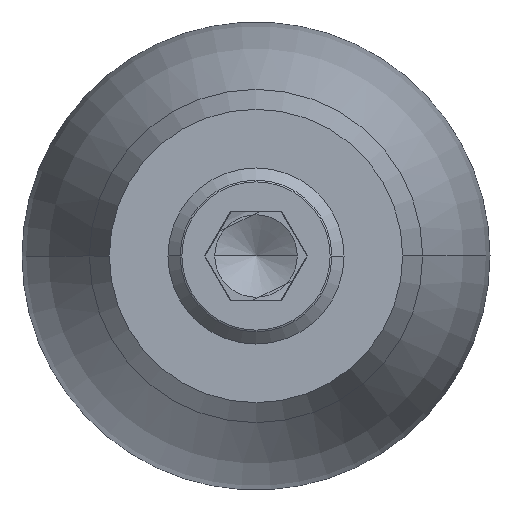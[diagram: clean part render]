
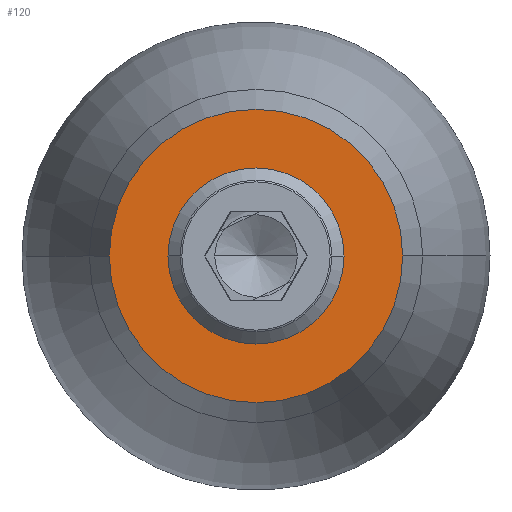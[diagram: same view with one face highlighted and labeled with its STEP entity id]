
A CAD part, left-side view. The second image highlights one B-rep face of the part: STEP entity #120.
In plain terms, the highlighted planar face has unit normal (-1, 0, 0).
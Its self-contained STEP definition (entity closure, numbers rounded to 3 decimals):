
#120=ADVANCED_FACE('',(#240,#241),#242,.T.);
#240=FACE_OUTER_BOUND('',#356,.T.);
#241=FACE_BOUND('',#357,.T.);
#242=PLANE('',#358);
#356=EDGE_LOOP('',(#627,#628));
#357=EDGE_LOOP('',(#629,#630));
#358=AXIS2_PLACEMENT_3D('',#631,#632,#633);
#627=ORIENTED_EDGE('',*,*,#687,.F.);
#628=ORIENTED_EDGE('',*,*,#771,.F.);
#629=ORIENTED_EDGE('',*,*,#694,.T.);
#630=ORIENTED_EDGE('',*,*,#769,.T.);
#631=CARTESIAN_POINT('',(0.,8.,0.));
#632=DIRECTION('',(-1.0,0.0,0.0));
#633=DIRECTION('',(0.0,-1.0,0.));
#687=EDGE_CURVE('',#807,#809,#810,.T.);
#694=EDGE_CURVE('',#815,#819,#821,.T.);
#769=EDGE_CURVE('',#819,#815,#927,.T.);
#771=EDGE_CURVE('',#809,#807,#929,.T.);
#807=VERTEX_POINT('',#965);
#809=VERTEX_POINT('',#968);
#810=CIRCLE('',#969,10.0);
#815=VERTEX_POINT('',#975);
#819=VERTEX_POINT('',#980);
#821=CIRCLE('',#983,6.);
#927=CIRCLE('',#1229,6.);
#929=CIRCLE('',#1231,10.0);
#965=CARTESIAN_POINT('',(0.,10.,0.));
#968=CARTESIAN_POINT('',(0.,-10.,0.));
#969=AXIS2_PLACEMENT_3D('',#1281,#1282,#1283);
#975=CARTESIAN_POINT('',(0.,6.,0.));
#980=CARTESIAN_POINT('',(0.,-6.,0.));
#983=AXIS2_PLACEMENT_3D('',#1293,#1294,#1295);
#1229=AXIS2_PLACEMENT_3D('',#1349,#1350,#1351);
#1231=AXIS2_PLACEMENT_3D('',#1352,#1353,#1354);
#1281=CARTESIAN_POINT('',(0.,0.,0.));
#1282=DIRECTION('',(1.0,0.0,-0.0));
#1283=DIRECTION('',(0.0,1.0,0.));
#1293=CARTESIAN_POINT('',(0.,0.,0.));
#1294=DIRECTION('',(1.0,0.0,-0.0));
#1295=DIRECTION('',(0.0,1.0,0.));
#1349=CARTESIAN_POINT('',(0.,0.,0.));
#1350=DIRECTION('',(1.0,0.0,-0.0));
#1351=DIRECTION('',(0.0,1.0,0.));
#1352=CARTESIAN_POINT('',(0.,0.,0.));
#1353=DIRECTION('',(1.0,0.0,-0.0));
#1354=DIRECTION('',(0.0,1.0,0.));
